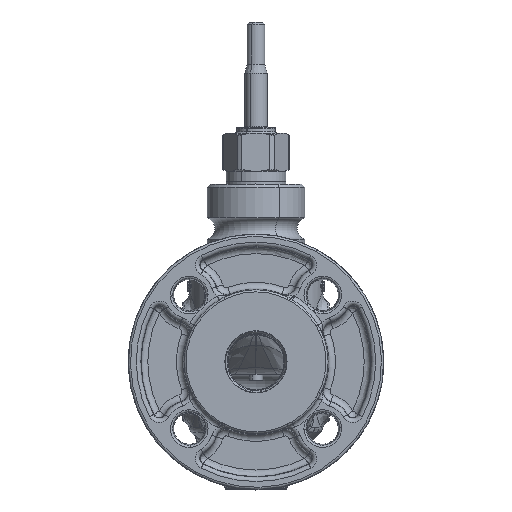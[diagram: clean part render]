
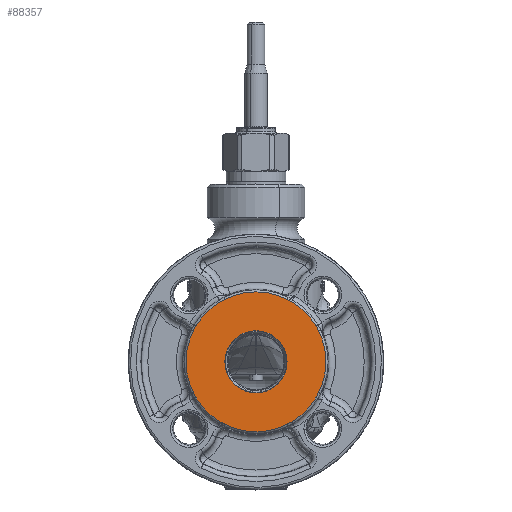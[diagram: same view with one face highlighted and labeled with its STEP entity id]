
A CAD part, front view. The second image highlights one B-rep face of the part: STEP entity #88357.
In plain terms, the highlighted face is planar.
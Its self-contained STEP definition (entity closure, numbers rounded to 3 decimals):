
#88246=AXIS2_PLACEMENT_3D('Circle Axis2P3D',#88244,#88245,$) ;
#88263=AXIS2_PLACEMENT_3D('Circle Axis2P3D',#88261,#88262,$) ;
#88280=AXIS2_PLACEMENT_3D('Circle Axis2P3D',#88278,#88279,$) ;
#88315=AXIS2_PLACEMENT_3D('Circle Axis2P3D',#88313,#88314,$) ;
#88347=AXIS2_PLACEMENT_3D('Plane Axis2P3D',#88344,#88345,#88346) ;
#88227=CARTESIAN_POINT('Vertex',(1.5,31.5,0.)) ;
#88241=CARTESIAN_POINT('Vertex',(1.5,-31.5,0.)) ;
#88244=CARTESIAN_POINT('Axis2P3D Location',(1.5,0.,0.)) ;
#88261=CARTESIAN_POINT('Axis2P3D Location',(1.5,0.,0.)) ;
#88278=CARTESIAN_POINT('Axis2P3D Location',(1.5,0.,0.)) ;
#88282=CARTESIAN_POINT('Vertex',(1.5,-14.,0.)) ;
#88284=CARTESIAN_POINT('Vertex',(1.5,14.,0.)) ;
#88313=CARTESIAN_POINT('Axis2P3D Location',(1.5,0.,0.)) ;
#88344=CARTESIAN_POINT('Axis2P3D Location',(1.5,0.,0.)) ;
#88245=DIRECTION('Axis2P3D Direction',(1.,0.,0.)) ;
#88262=DIRECTION('Axis2P3D Direction',(1.,0.,0.)) ;
#88279=DIRECTION('Axis2P3D Direction',(1.,0.,0.)) ;
#88314=DIRECTION('Axis2P3D Direction',(1.,0.,0.)) ;
#88345=DIRECTION('Axis2P3D Direction',(1.,0.,0.)) ;
#88346=DIRECTION('Axis2P3D XDirection',(0.,1.,0.)) ;
#88350=ORIENTED_EDGE('',*,*,#88248,.T.) ;
#88351=ORIENTED_EDGE('',*,*,#88265,.T.) ;
#88354=ORIENTED_EDGE('',*,*,#88286,.F.) ;
#88355=ORIENTED_EDGE('',*,*,#88317,.F.) ;
#88356=FACE_BOUND('',#88353,.T.) ;
#88357=ADVANCED_FACE('PartBody',(#88352,#88356),#88348,.T.) ;
#88247=CIRCLE('generated circle',#88246,31.5) ;
#88264=CIRCLE('generated circle',#88263,31.5) ;
#88281=CIRCLE('generated circle',#88280,14.) ;
#88316=CIRCLE('generated circle',#88315,14.) ;
#88248=EDGE_CURVE('',#88228,#88242,#88247,.T.) ;
#88265=EDGE_CURVE('',#88242,#88228,#88264,.T.) ;
#88286=EDGE_CURVE('',#88283,#88285,#88281,.T.) ;
#88317=EDGE_CURVE('',#88285,#88283,#88316,.T.) ;
#88349=EDGE_LOOP('',(#88350,#88351)) ;
#88353=EDGE_LOOP('',(#88354,#88355)) ;
#88352=FACE_OUTER_BOUND('',#88349,.T.) ;
#88348=PLANE('',#88347) ;
#88228=VERTEX_POINT('',#88227) ;
#88242=VERTEX_POINT('',#88241) ;
#88283=VERTEX_POINT('',#88282) ;
#88285=VERTEX_POINT('',#88284) ;
